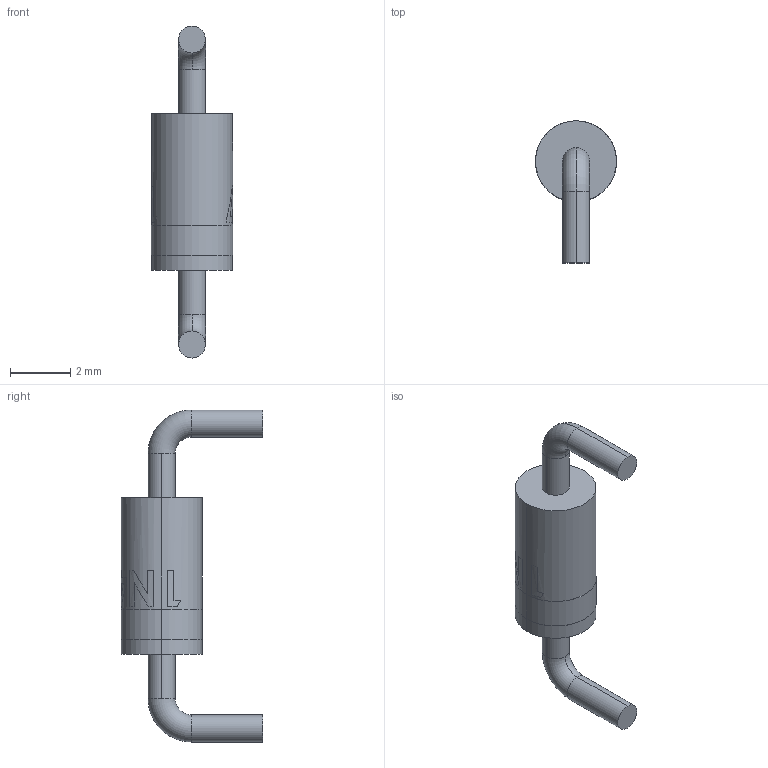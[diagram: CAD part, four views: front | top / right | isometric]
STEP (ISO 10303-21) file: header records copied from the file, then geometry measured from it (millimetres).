
FILE_DESCRIPTION (( 'STEP AP214' ), '1' );
FILE_NAME ('Diodo 1N4007.STEP', '2018-03-09T21:51:26', ( '' ), ( '' ), 'SwSTEP 2.0', 'SolidWorks 2016', '' );
FILE_SCHEMA (( 'AUTOMOTIVE_DESIGN' ));
Length unit declared in the file: millimetre
Products named in the file (1): Diodo 1N4007
Bounding box: 2.7 x 4.73 x 11.06 mm (x, y, z)
Volume: 36.7 mm3; surface area: 86.3 mm2
Topology: 1 solids, 1 shells, 34 faces, 111 edges, 91 vertices
Faces by surface type: cylinder 24, plane 6, torus 4
Entity records: 2025 total; most frequent: CARTESIAN_POINT 693, ORIENTED_EDGE 222, DIRECTION 206, EDGE_CURVE 111, VERTEX_POINT 91, AXIS2_PLACEMENT_3D 88, CIRCLE 53, EDGE_LOOP 46
